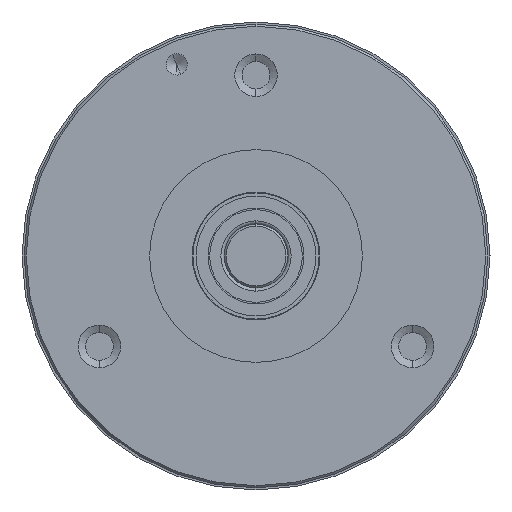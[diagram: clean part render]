
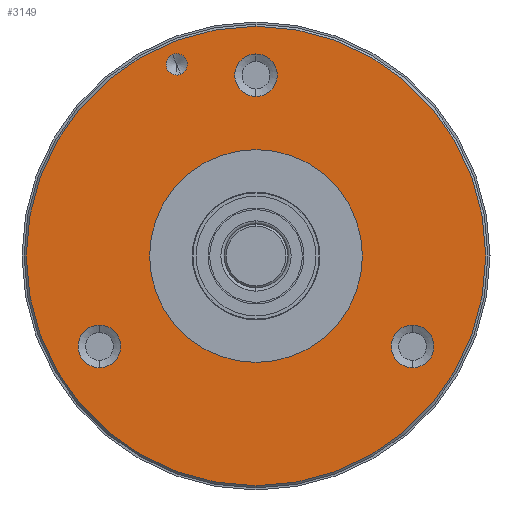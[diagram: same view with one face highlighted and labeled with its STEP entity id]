
A CAD part, left-side view. The second image highlights one B-rep face of the part: STEP entity #3149.
In plain terms, the highlighted planar face has unit normal (-1, 0, 0).
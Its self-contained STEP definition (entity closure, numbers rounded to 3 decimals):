
#3149=ADVANCED_FACE('',(#6303,#6304,#6305,#6306,#6307,#6308),#6309,.T.);
#6303=FACE_BOUND('',#10271,.T.);
#6304=FACE_OUTER_BOUND('',#10272,.T.);
#6305=FACE_BOUND('',#10273,.T.);
#6306=FACE_BOUND('',#10274,.T.);
#6307=FACE_BOUND('',#10275,.T.);
#6308=FACE_BOUND('',#10276,.T.);
#6309=PLANE('',#10277);
#10271=EDGE_LOOP('',(#19416,#19417));
#10272=EDGE_LOOP('',(#19418,#19419));
#10273=EDGE_LOOP('',(#19420,#19421));
#10274=EDGE_LOOP('',(#19422,#19423));
#10275=EDGE_LOOP('',(#19424,#19425));
#10276=EDGE_LOOP('',(#19426,#19427));
#10277=AXIS2_PLACEMENT_3D('',#19428,#19429,#19430);
#19416=ORIENTED_EDGE('',*,*,#23125,.T.);
#19417=ORIENTED_EDGE('',*,*,#23127,.T.);
#19418=ORIENTED_EDGE('',*,*,#23112,.T.);
#19419=ORIENTED_EDGE('',*,*,#23133,.T.);
#19420=ORIENTED_EDGE('',*,*,#23075,.T.);
#19421=ORIENTED_EDGE('',*,*,#23153,.T.);
#19422=ORIENTED_EDGE('',*,*,#23034,.T.);
#19423=ORIENTED_EDGE('',*,*,#23175,.T.);
#19424=ORIENTED_EDGE('',*,*,#22993,.T.);
#19425=ORIENTED_EDGE('',*,*,#23197,.T.);
#19426=ORIENTED_EDGE('',*,*,#22984,.T.);
#19427=ORIENTED_EDGE('',*,*,#23201,.T.);
#19428=CARTESIAN_POINT('',(0.0,0.0,7.95));
#19429=DIRECTION('',(-1.0,-0.0,-0.0));
#19430=DIRECTION('',(0.0,0.0,-1.0));
#22984=EDGE_CURVE('',#28253,#28257,#28259,.T.);
#22993=EDGE_CURVE('',#28270,#28272,#28274,.T.);
#23034=EDGE_CURVE('',#28333,#28335,#28337,.T.);
#23075=EDGE_CURVE('',#28396,#28398,#28400,.T.);
#23112=EDGE_CURVE('',#28450,#28453,#28455,.T.);
#23125=EDGE_CURVE('',#28470,#28473,#28475,.T.);
#23127=EDGE_CURVE('',#28473,#28470,#28477,.T.);
#23133=EDGE_CURVE('',#28453,#28450,#28483,.T.);
#23153=EDGE_CURVE('',#28398,#28396,#28503,.T.);
#23175=EDGE_CURVE('',#28335,#28333,#28525,.T.);
#23197=EDGE_CURVE('',#28272,#28270,#28547,.T.);
#23201=EDGE_CURVE('',#28257,#28253,#28551,.T.);
#28253=VERTEX_POINT('',#35638);
#28257=VERTEX_POINT('',#35643);
#28259=CIRCLE('',#35646,5.0);
#28270=VERTEX_POINT('',#35659);
#28272=VERTEX_POINT('',#35662);
#28274=CIRCLE('',#35665,1.0);
#28333=VERTEX_POINT('',#35742);
#28335=VERTEX_POINT('',#35745);
#28337=CIRCLE('',#35748,1.0);
#28396=VERTEX_POINT('',#35825);
#28398=VERTEX_POINT('',#35828);
#28400=CIRCLE('',#35831,1.0);
#28450=VERTEX_POINT('',#35897);
#28453=VERTEX_POINT('',#35901);
#28455=CIRCLE('',#35904,10.8);
#28470=VERTEX_POINT('',#35923);
#28473=VERTEX_POINT('',#35927);
#28475=CIRCLE('',#35930,0.5);
#28477=CIRCLE('',#35932,0.5);
#28483=CIRCLE('',#35938,10.8);
#28503=CIRCLE('',#35958,1.0);
#28525=CIRCLE('',#35980,1.0);
#28547=CIRCLE('',#36002,1.0);
#28551=CIRCLE('',#36006,5.0);
#35638=CARTESIAN_POINT('',(0.0,0.0,5.0));
#35643=CARTESIAN_POINT('',(0.0,0.,-5.0));
#35646=AXIS2_PLACEMENT_3D('',#39847,#39848,#39849);
#35659=CARTESIAN_POINT('',(0.0,0.0,9.5));
#35662=CARTESIAN_POINT('',(0.0,0.,7.5));
#35665=AXIS2_PLACEMENT_3D('',#39860,#39861,#39862);
#35742=CARTESIAN_POINT('',(0.0,-7.361,-3.25));
#35745=CARTESIAN_POINT('',(0.0,-7.361,-5.25));
#35748=AXIS2_PLACEMENT_3D('',#39913,#39914,#39915);
#35825=CARTESIAN_POINT('',(0.0,7.361,-3.25));
#35828=CARTESIAN_POINT('',(0.0,7.361,-5.25));
#35831=AXIS2_PLACEMENT_3D('',#39966,#39967,#39968);
#35897=CARTESIAN_POINT('',(0.0,0.0,10.8));
#35901=CARTESIAN_POINT('',(0.0,0.,-10.8));
#35904=AXIS2_PLACEMENT_3D('',#40014,#40015,#40016);
#35923=CARTESIAN_POINT('',(0.0,3.923,9.47));
#35927=CARTESIAN_POINT('',(0.0,3.54,8.546));
#35930=AXIS2_PLACEMENT_3D('',#40032,#40033,#40034);
#35932=AXIS2_PLACEMENT_3D('',#40035,#40036,#40037);
#35938=AXIS2_PLACEMENT_3D('',#40044,#40045,#40046);
#35958=AXIS2_PLACEMENT_3D('',#40074,#40075,#40076);
#35980=AXIS2_PLACEMENT_3D('',#40107,#40108,#40109);
#36002=AXIS2_PLACEMENT_3D('',#40140,#40141,#40142);
#36006=AXIS2_PLACEMENT_3D('',#40146,#40147,#40148);
#39847=CARTESIAN_POINT('',(0.0,0.0,0.0));
#39848=DIRECTION('',(1.0,0.0,-0.0));
#39849=DIRECTION('',(0.0,0.0,1.0));
#39860=CARTESIAN_POINT('',(0.0,0.0,8.5));
#39861=DIRECTION('',(1.0,0.0,-0.0));
#39862=DIRECTION('',(0.0,0.0,1.0));
#39913=CARTESIAN_POINT('',(0.0,-7.361,-4.25));
#39914=DIRECTION('',(1.0,0.0,-0.0));
#39915=DIRECTION('',(0.0,0.0,1.0));
#39966=CARTESIAN_POINT('',(0.0,7.361,-4.25));
#39967=DIRECTION('',(1.0,0.0,-0.0));
#39968=DIRECTION('',(0.0,0.0,1.0));
#40014=CARTESIAN_POINT('',(0.0,0.0,0.0));
#40015=DIRECTION('',(-1.0,0.0,0.0));
#40016=DIRECTION('',(0.0,0.0,1.0));
#40032=CARTESIAN_POINT('',(0.0,3.731,9.008));
#40033=DIRECTION('',(1.0,0.0,-0.0));
#40034=DIRECTION('',(0.0,0.383,0.924));
#40035=CARTESIAN_POINT('',(0.0,3.731,9.008));
#40036=DIRECTION('',(1.0,0.0,-0.0));
#40037=DIRECTION('',(0.0,0.383,0.924));
#40044=CARTESIAN_POINT('',(0.0,0.0,0.0));
#40045=DIRECTION('',(-1.0,0.0,0.0));
#40046=DIRECTION('',(0.0,0.0,1.0));
#40074=CARTESIAN_POINT('',(0.0,7.361,-4.25));
#40075=DIRECTION('',(1.0,0.0,-0.0));
#40076=DIRECTION('',(0.0,0.0,1.0));
#40107=CARTESIAN_POINT('',(0.0,-7.361,-4.25));
#40108=DIRECTION('',(1.0,0.0,-0.0));
#40109=DIRECTION('',(0.0,0.0,1.0));
#40140=CARTESIAN_POINT('',(0.0,0.0,8.5));
#40141=DIRECTION('',(1.0,0.0,-0.0));
#40142=DIRECTION('',(0.0,0.0,1.0));
#40146=CARTESIAN_POINT('',(0.0,0.0,0.0));
#40147=DIRECTION('',(1.0,0.0,-0.0));
#40148=DIRECTION('',(0.0,0.0,1.0));
